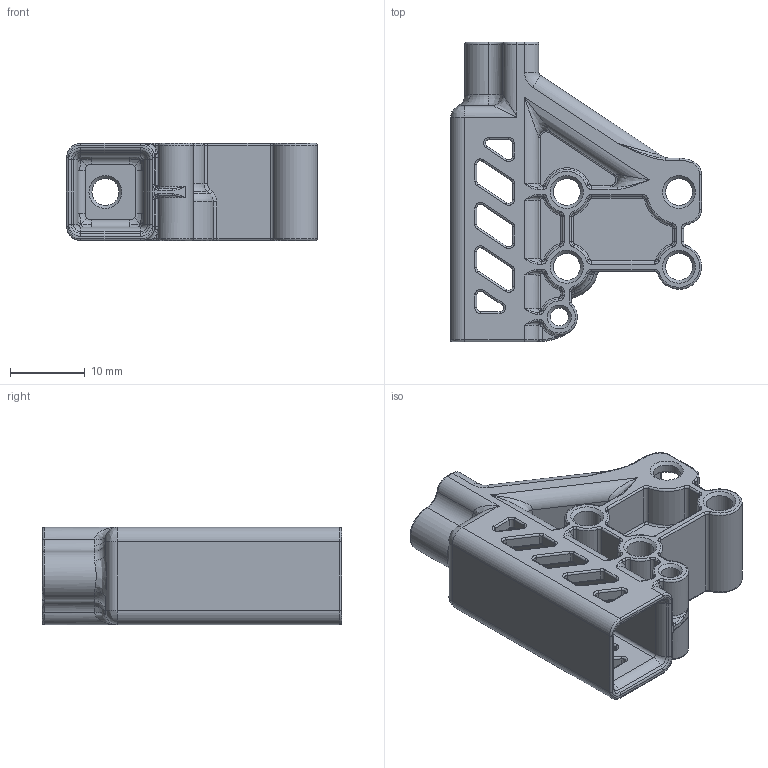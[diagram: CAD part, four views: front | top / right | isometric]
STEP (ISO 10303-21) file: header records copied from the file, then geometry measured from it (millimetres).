
FILE_DESCRIPTION(/* description */ (''),/* implementation_level */ '2;1');
FILE_NAME(/* name */ 'MP_DooKi3_SLM_XY_Tensioner_Mirror.step',/* time_stamp */ '2024-07-26T14:17:46-04:00',/* author */ (''),/* organization */ (''),/* preprocessor_version */ 'ST-DEVELOPER v20',/* originating_system */ 'Autodesk Translation Framework v13.14.0.145',/* authorisation */ '');
FILE_SCHEMA (('AUTOMOTIVE_DESIGN { 1 0 10303 214 3 1 1 }'));
Length unit declared in the file: millimetre
Products named in the file (1): MP_DooKi3_SLM_XY_Tensioner_V2
Bounding box: 33.54 x 40 x 13 mm (x, y, z)
Volume: 5195.7 mm3; surface area: 6961 mm2
Topology: 1 solids, 1 shells, 851 faces, 1977 edges, 1106 vertices
Faces by surface type: cylinder 336, torus 234, bspline 132, plane 118, cone 23, sphere 8
Full cylindrical faces by diameter (mm): 2.4 x1, 3.6 x6, 6 x1
Entity records: 28133 total; most frequent: CARTESIAN_POINT 8871, DIRECTION 4366, ORIENTED_EDGE 3894, EDGE_CURVE 1947, AXIS2_PLACEMENT_3D 1856, CIRCLE 1120, VERTEX_POINT 1106, EDGE_LOOP 895
